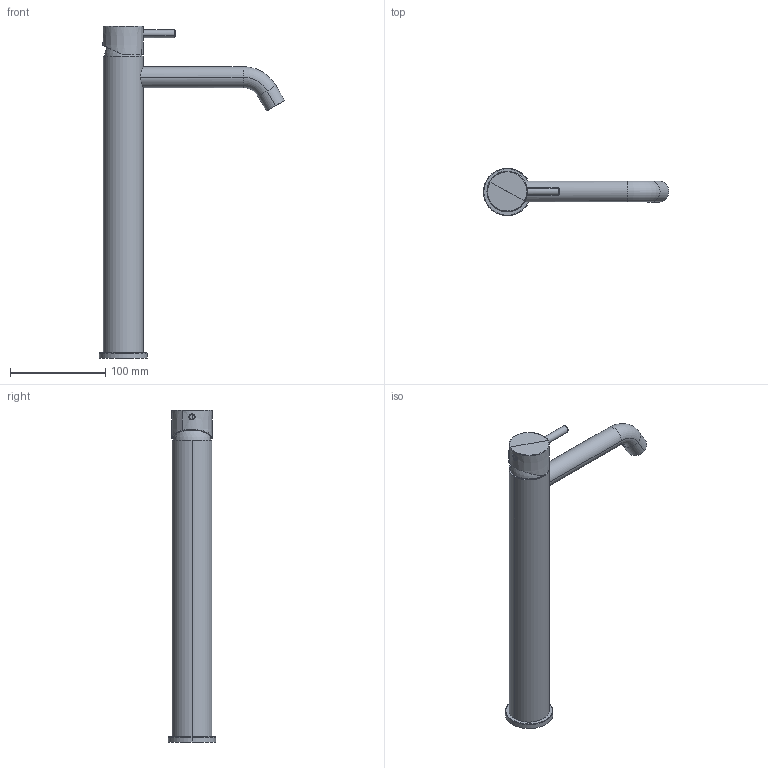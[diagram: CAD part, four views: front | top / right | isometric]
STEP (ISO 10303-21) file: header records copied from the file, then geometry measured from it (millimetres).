
FILE_DESCRIPTION(('CATIA V5 STEP Exchange','CAx-IF Rec.Pracs.--- Model Styling and Organization---1.5--- 2016-08-15','CAx-IF Rec.Pracs.---Supplemental Geometry---1.0---2011-11-01','CAx-IF Rec.Pracs.--- Composite Materials ---3.4---2017-06-13','CAx-IF Rec.Pracs.---Tessellated 3D Geometry---1.0---2015-12-17'),'2;1');
FILE_NAME('LN004540.stp','2023-01-30T13:09:22+00:00',('none'),('none'),'CATIA Version 5-6 Release 2020 SP2','CATIA V5 STEP AP242 v2','none');
FILE_SCHEMA(('AP242_MANAGED_MODEL_BASED_3D_ENGINEERING_MIM_LF {1 0 10303 442 1 1 4}'));
Length unit declared in the file: millimetre
Products named in the file (1): PR0440.002_AllCATPart
Bounding box: 194.53 x 50 x 348.75 mm (x, y, z)
Volume: 490647.4 mm3; surface area: 78710.6 mm2
Topology: 2 solids, 4 shells, 200 faces, 491 edges, 311 vertices
Faces by surface type: cylinder 59, plane 53, torus 32, cone 24, bspline 24, sphere 8
Entity records: 7860 total; most frequent: CARTESIAN_POINT 3690, ORIENTED_EDGE 966, DIRECTION 590, EDGE_CURVE 483, AXIS2_PLACEMENT_3D 314, VERTEX_POINT 302, EDGE_LOOP 211, ADVANCED_FACE 200
